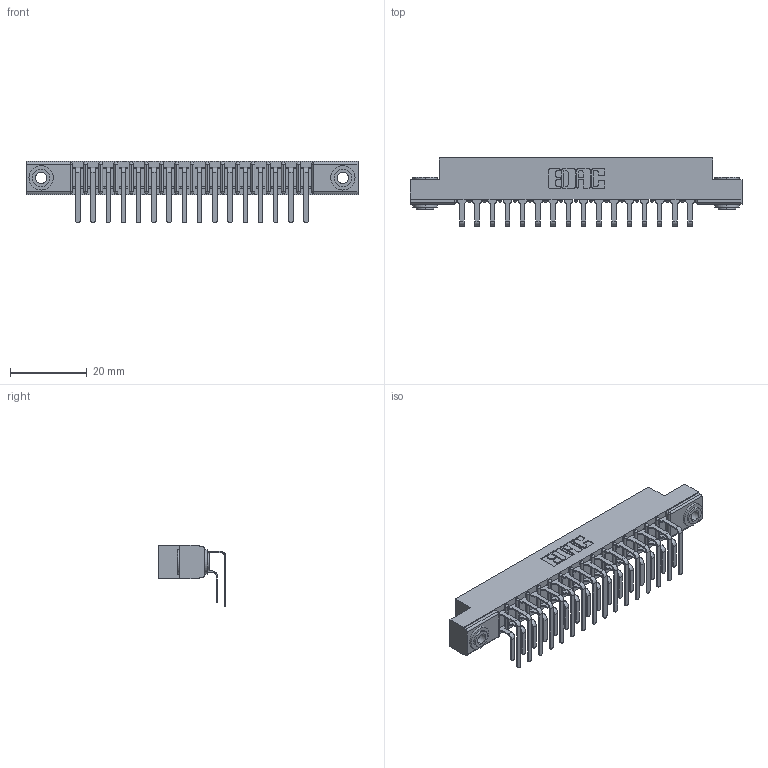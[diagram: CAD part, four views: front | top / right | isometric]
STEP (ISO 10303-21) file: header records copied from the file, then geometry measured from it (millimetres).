
FILE_DESCRIPTION (( 'STEP AP203' ), '1' );
FILE_NAME ('357-032-559-203.STEP', '2018-08-10T00:35:52', ( '' ), ( '' ), 'SwSTEP 2.0', 'SolidWorks 2016', '' );
FILE_SCHEMA (( 'CONFIG_CONTROL_DESIGN' ));
Length unit declared in the file: inch
Products named in the file (5): 345-250-002_345-250-002-102; 357-032-559-203; 307 Part_.156 Dia Mounting Holes; 307-290-001_558 559 - 1 (Single); 307-290-001_559 - 2 (Single)
Assembly tree (35 placements, depth 2):
  357-032-559-203
    307 Part_.156 Dia Mounting Holes
    307-290-001_558 559 - 1 (Single)  x16
    307-290-001_559 - 2 (Single)  x16
    345-250-002_345-250-002-102  x2
Bounding box: 86.41 x 17.69 x 16.08 mm (x, y, z)
Volume: 5796 mm3; surface area: 10970.2 mm2
Topology: 35 solids, 35 shells, 1787 faces, 4979 edges, 3226 vertices
Faces by surface type: plane 1150, cylinder 595, sphere 34, cone 8
Entity records: 19946 total; most frequent: CARTESIAN_POINT 3255, ORIENTED_EDGE 3214, DIRECTION 3213, EDGE_CURVE 1607, VECTOR 1213, LINE 1213, VERTEX_POINT 1042, AXIS2_PLACEMENT_3D 1000
